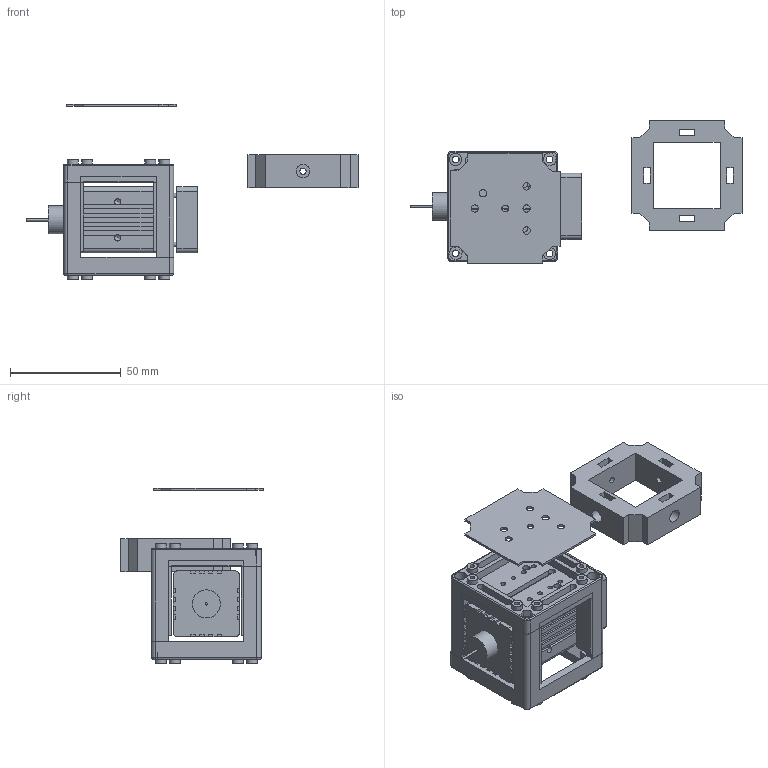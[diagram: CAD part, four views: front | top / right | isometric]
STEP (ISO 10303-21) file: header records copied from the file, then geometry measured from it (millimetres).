
FILE_DESCRIPTION(/* description */ (''),/* implementation_level */ '2;1');
FILE_NAME(/* name */ 'Assembly_Cube_Laser_Block_v3.iam.step',/* time_stamp */ '2022-11-29T09:05:34+01:00',/* author */ ('marsikovabarbora'),/* organization */ (''),/* preprocessor_version */ 'ST-DEVELOPER v18.1',/* originating_system */ 'Autodesk Inventor 2022',/* authorisation */ '');
FILE_SCHEMA (('AUTOMOTIVE_DESIGN { 1 0 10303 214 3 1 1 }'));
Products named in the file (7): Assembly_Cube_Laser_Block_v3; Assembly_Cube_empty_IM_v3; 10_Cube_1x1_IM; 00_Laser_532nm_200mw; 20_Cube_insert_AlliedVision_Alvium_v3; 20_Cube_insert_AlliedVision_Alvium_v3_1; 30_Cube_Z_Focus_MGN_NEMA_Motorsupport_centered
Assembly tree (7 placements, depth 3):
  Assembly_Cube_Laser_Block_v3
    Assembly_Cube_empty_IM_v3
      10_Cube_1x1_IM  x2
    00_Laser_532nm_200mw
    20_Cube_insert_AlliedVision_Alvium_v3
    20_Cube_insert_AlliedVision_Alvium_v3_1
    30_Cube_Z_Focus_MGN_NEMA_Motorsupport_centered
Bounding box: 150.22 x 64.75 x 79.59 mm (x, y, z)
Volume: 99085.9 mm3; surface area: 54218.8 mm2
Topology: 6 solids, 6 shells, 555 faces, 1458 edges, 956 vertices
Faces by surface type: plane 359, cylinder 180, torus 8, cone 8
Full cylindrical faces by diameter (mm): 1 x1, 2 x4, 2.05 x16, 2.2 x14, 2.8 x21, 3 x1, 3.1 x8, 3.3 x7, 4.95 x16, 5.5 x4, 6 x4, 12.7 x1, 19.911 x1
Entity records: 12993 total; most frequent: CARTESIAN_POINT 2207, DIRECTION 2174, ORIENTED_EDGE 2160, EDGE_CURVE 1080, LINE 816, VECTOR 816, VERTEX_POINT 712, AXIS2_PLACEMENT_3D 679
